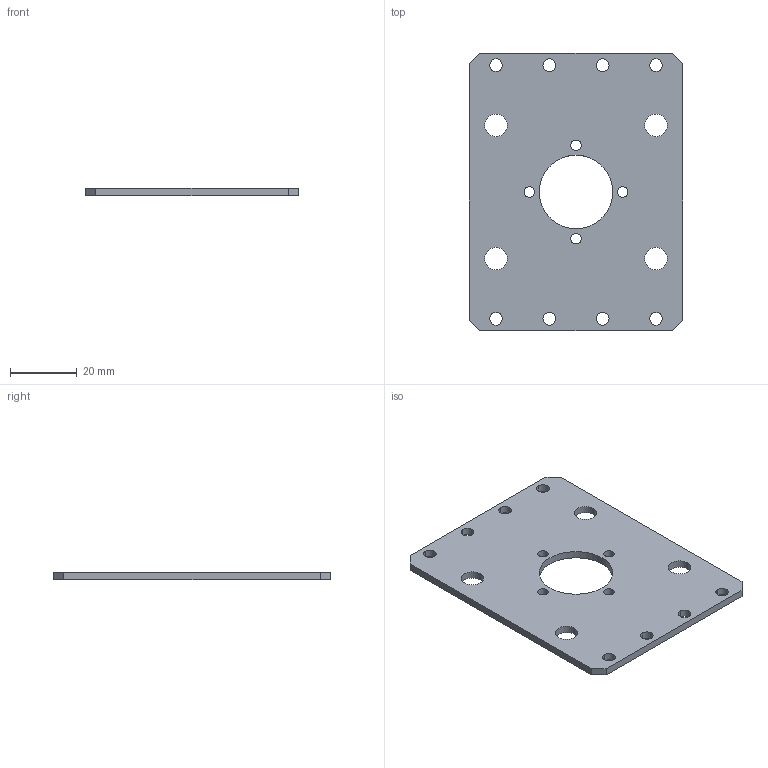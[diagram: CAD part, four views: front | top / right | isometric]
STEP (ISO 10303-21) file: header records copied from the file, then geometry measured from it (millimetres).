
FILE_DESCRIPTION (( 'STEP AP214' ), '1' );
FILE_NAME ('am-3474 PicoBox Orbital LEO Plate FLAT.STEP', '2016-10-27T13:13:32', ( '' ), ( '' ), 'SwSTEP 2.0', 'SolidWorks 2014', '' );
FILE_SCHEMA (( 'AUTOMOTIVE_DESIGN' ));
Length unit declared in the file: inch
Products named in the file (1): am-3474 PicoBox Orbital LEO Plate FLAT
Bounding box: 64 x 83.21 x 2.29 mm (x, y, z)
Volume: 10642.9 mm3; surface area: 10630.3 mm2
Topology: 1 solids, 1 shells, 44 faces, 126 edges, 84 vertices
Faces by surface type: cylinder 34, plane 10
Entity records: 1586 total; most frequent: DIRECTION 284, CARTESIAN_POINT 255, ORIENTED_EDGE 252, EDGE_CURVE 126, AXIS2_PLACEMENT_3D 113, VERTEX_POINT 84, EDGE_LOOP 78, CIRCLE 68
